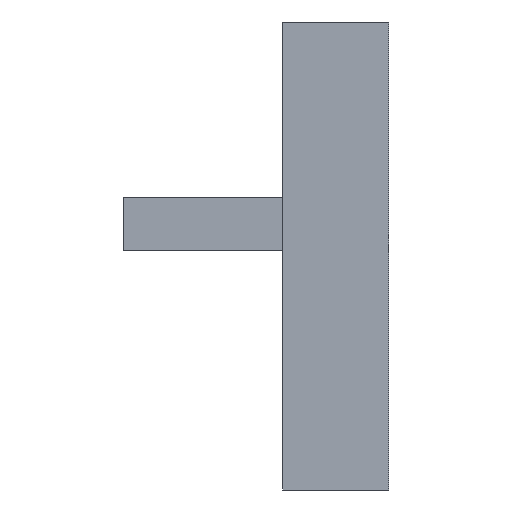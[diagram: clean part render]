
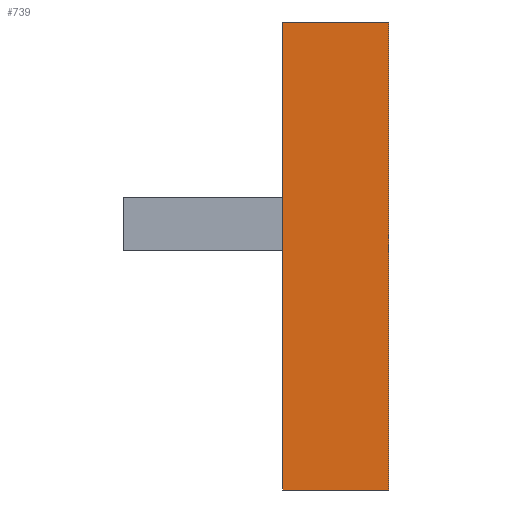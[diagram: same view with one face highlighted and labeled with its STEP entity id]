
A CAD part, left-side view. The second image highlights one B-rep face of the part: STEP entity #739.
In plain terms, the highlighted planar face has unit normal (-1, 0, 0).
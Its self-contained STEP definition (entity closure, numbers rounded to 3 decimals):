
#46 = VERTEX_POINT ( 'NONE', #74 ) ;
#74 = CARTESIAN_POINT ( 'NONE',  ( -2100., 100., 840. ) ) ;
#104 = VERTEX_POINT ( 'NONE', #1187 ) ;
#226 = VERTEX_POINT ( 'NONE', #515 ) ;
#291 = VECTOR ( 'NONE', #335, 1000. ) ;
#298 = EDGE_CURVE ( 'NONE', #226, #46, #1382, .T. ) ;
#335 = DIRECTION ( 'NONE',  ( 0., 1., 0. ) ) ;
#402 = CARTESIAN_POINT ( 'NONE',  ( -2100., 100., 840. ) ) ;
#432 = DIRECTION ( 'NONE',  ( 0., 0., -1. ) ) ;
#492 = ORIENTED_EDGE ( 'NONE', *, *, #298, .F. ) ;
#515 = CARTESIAN_POINT ( 'NONE',  ( -2100., 100., -40. ) ) ;
#584 = ORIENTED_EDGE ( 'NONE', *, *, #900, .T. ) ;
#594 = LINE ( 'NONE', #722, #914 ) ;
#631 = FACE_OUTER_BOUND ( 'NONE', #1516, .T. ) ;
#635 = VERTEX_POINT ( 'NONE', #763 ) ;
#709 = VECTOR ( 'NONE', #1016, 1000. ) ;
#722 = CARTESIAN_POINT ( 'NONE',  ( -2100., -100., -40. ) ) ;
#739 = ADVANCED_FACE ( 'NONE', ( #631 ), #788, .F. ) ;
#756 = DIRECTION ( 'NONE',  ( 0., 0., 1. ) ) ;
#763 = CARTESIAN_POINT ( 'NONE',  ( -2100., -100., -40. ) ) ;
#770 = AXIS2_PLACEMENT_3D ( 'NONE', #1159, #1507, #432 ) ;
#788 = PLANE ( 'NONE',  #770 ) ;
#850 = EDGE_CURVE ( 'NONE', #635, #104, #594, .T. ) ;
#855 = LINE ( 'NONE', #1424, #291 ) ;
#873 = DIRECTION ( 'NONE',  ( 0., 1., 0. ) ) ;
#900 = EDGE_CURVE ( 'NONE', #104, #46, #1348, .T. ) ;
#914 = VECTOR ( 'NONE', #756, 1000. ) ;
#1016 = DIRECTION ( 'NONE',  ( 0., 0., 1. ) ) ;
#1022 = CARTESIAN_POINT ( 'NONE',  ( -2100., 100., -40. ) ) ;
#1026 = VECTOR ( 'NONE', #873, 1000. ) ;
#1159 = CARTESIAN_POINT ( 'NONE',  ( -2100., 100., -40. ) ) ;
#1187 = CARTESIAN_POINT ( 'NONE',  ( -2100., -100., 840. ) ) ;
#1334 = ORIENTED_EDGE ( 'NONE', *, *, #850, .T. ) ;
#1348 = LINE ( 'NONE', #402, #1026 ) ;
#1382 = LINE ( 'NONE', #1022, #709 ) ;
#1424 = CARTESIAN_POINT ( 'NONE',  ( -2100., 100., -40. ) ) ;
#1467 = EDGE_CURVE ( 'NONE', #635, #226, #855, .T. ) ;
#1507 = DIRECTION ( 'NONE',  ( 1., 0., 0. ) ) ;
#1516 = EDGE_LOOP ( 'NONE', ( #1334, #584, #492, #1518 ) ) ;
#1518 = ORIENTED_EDGE ( 'NONE', *, *, #1467, .F. ) ;
